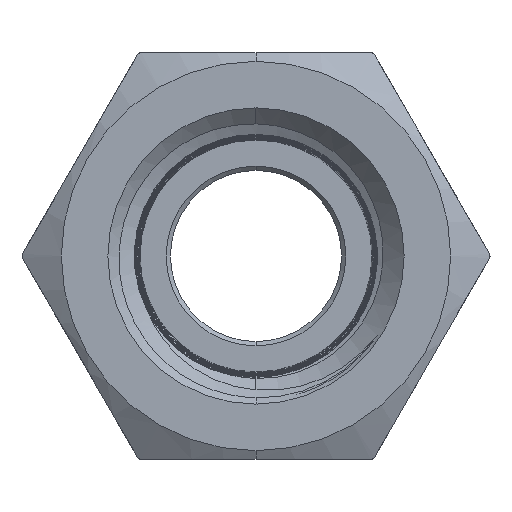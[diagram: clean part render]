
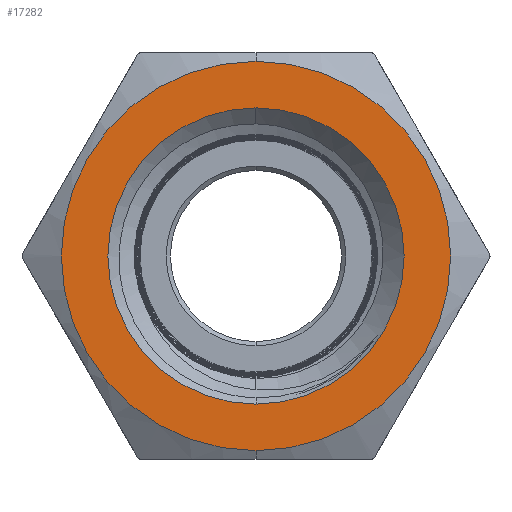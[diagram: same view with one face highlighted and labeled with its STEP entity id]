
A CAD part, front view. The second image highlights one B-rep face of the part: STEP entity #17282.
In plain terms, the highlighted planar face has unit normal (0, -1, 0).
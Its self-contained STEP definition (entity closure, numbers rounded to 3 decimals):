
#650 = CARTESIAN_POINT ( 'NONE',  ( 0., -20., 0. ) ) ;
#1164 = EDGE_CURVE ( 'NONE', #9510, #2124, #15498, .T. ) ;
#1561 = PLANE ( 'NONE',  #4162 ) ;
#1630 = DIRECTION ( 'NONE',  ( 0., -1., 0. ) ) ;
#2124 = VERTEX_POINT ( 'NONE', #3094 ) ;
#2401 = CARTESIAN_POINT ( 'NONE',  ( 0., -20., 0. ) ) ;
#2423 = DIRECTION ( 'NONE',  ( 0., 1., 0. ) ) ;
#2460 = DIRECTION ( 'NONE',  ( 0., 1., 0. ) ) ;
#2942 = EDGE_CURVE ( 'NONE', #2124, #9510, #4785, .T. ) ;
#3094 = CARTESIAN_POINT ( 'NONE',  ( 0., -20., -9.1 ) ) ;
#3219 = ORIENTED_EDGE ( 'NONE', *, *, #2942, .F. ) ;
#3361 = CARTESIAN_POINT ( 'NONE',  ( 0., -20., 6.925 ) ) ;
#3367 = EDGE_LOOP ( 'NONE', ( #15602, #4179 ) ) ;
#3618 = DIRECTION ( 'NONE',  ( 0., 0., 1. ) ) ;
#4162 = AXIS2_PLACEMENT_3D ( 'NONE', #14134, #1630, #11350 ) ;
#4179 = ORIENTED_EDGE ( 'NONE', *, *, #12047, .T. ) ;
#4785 = CIRCLE ( 'NONE', #9099, 9.1 ) ;
#5266 = CARTESIAN_POINT ( 'NONE',  ( 0., -20., 0. ) ) ;
#6668 = DIRECTION ( 'NONE',  ( 0., 0., -1. ) ) ;
#7025 = EDGE_LOOP ( 'NONE', ( #14277, #3219 ) ) ;
#7440 = VERTEX_POINT ( 'NONE', #16112 ) ;
#7846 = CIRCLE ( 'NONE', #13830, 6.925 ) ;
#9099 = AXIS2_PLACEMENT_3D ( 'NONE', #2401, #2460, #3618 ) ;
#9510 = VERTEX_POINT ( 'NONE', #11938 ) ;
#9582 = EDGE_CURVE ( 'NONE', #7440, #13739, #13163, .T. ) ;
#10760 = CARTESIAN_POINT ( 'NONE',  ( 0., -20., 0. ) ) ;
#11237 = FACE_OUTER_BOUND ( 'NONE', #7025, .T. ) ;
#11350 = DIRECTION ( 'NONE',  ( 0., 0., -1. ) ) ;
#11938 = CARTESIAN_POINT ( 'NONE',  ( 0., -20., 9.1 ) ) ;
#12047 = EDGE_CURVE ( 'NONE', #13739, #7440, #7846, .T. ) ;
#12184 = DIRECTION ( 'NONE',  ( 0., 0., -1. ) ) ;
#13163 = CIRCLE ( 'NONE', #17847, 6.925 ) ;
#13739 = VERTEX_POINT ( 'NONE', #3361 ) ;
#13830 = AXIS2_PLACEMENT_3D ( 'NONE', #5266, #15048, #6668 ) ;
#14134 = CARTESIAN_POINT ( 'NONE',  ( 0., -20., 0. ) ) ;
#14277 = ORIENTED_EDGE ( 'NONE', *, *, #1164, .F. ) ;
#15048 = DIRECTION ( 'NONE',  ( 0., 1., 0. ) ) ;
#15404 = FACE_BOUND ( 'NONE', #3367, .T. ) ;
#15498 = CIRCLE ( 'NONE', #17401, 9.1 ) ;
#15602 = ORIENTED_EDGE ( 'NONE', *, *, #9582, .T. ) ;
#16112 = CARTESIAN_POINT ( 'NONE',  ( 0., -20., -6.925 ) ) ;
#16523 = DIRECTION ( 'NONE',  ( 0., 0., 1. ) ) ;
#17282 = ADVANCED_FACE ( 'NONE', ( #15404, #11237 ), #1561, .T. ) ;
#17401 = AXIS2_PLACEMENT_3D ( 'NONE', #650, #17451, #16523 ) ;
#17451 = DIRECTION ( 'NONE',  ( 0., 1., 0. ) ) ;
#17847 = AXIS2_PLACEMENT_3D ( 'NONE', #10760, #2423, #12184 ) ;
